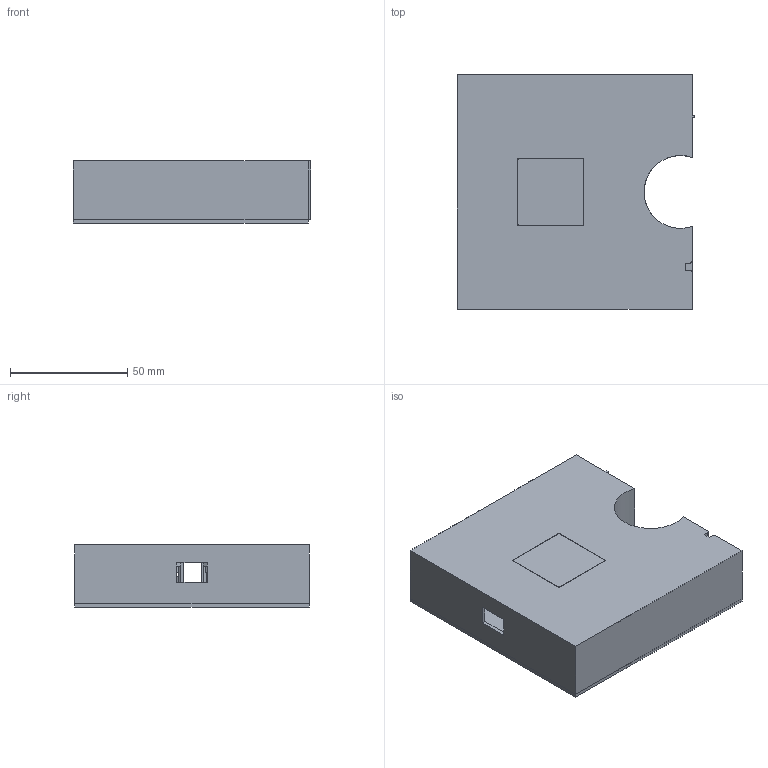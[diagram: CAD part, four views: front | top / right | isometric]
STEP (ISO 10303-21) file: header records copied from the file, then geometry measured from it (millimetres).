
FILE_DESCRIPTION(/* description */ (''),/* implementation_level */ '2;1');
FILE_NAME(/* name */ 'Puzzle Female v52 - top.step',/* time_stamp */ '2018-12-09T20:16:44-08:00',/* author */ ('ruibingNBYTK'),/* organization */ (''),/* preprocessor_version */ 'ST-DEVELOPER v17.2',/* originating_system */ 'Autodesk Translation Framework v7.6.0.251',/* authorisation */ '');
FILE_SCHEMA (('AUTOMOTIVE_DESIGN { 1 0 10303 214 3 1 1 }'));
Length unit declared in the file: millimetre
Products named in the file (2): Puzzle Female; Screw Socket
Assembly tree (4 placements, depth 2):
  Puzzle Female
    Screw Socket  x4
Bounding box: 101 x 100 x 26.5 mm (x, y, z)
Volume: 52552.1 mm3; surface area: 67386.7 mm2
Topology: 15 solids, 15 shells, 404 faces, 1032 edges, 664 vertices
Faces by surface type: plane 245, cylinder 131, sphere 16, cone 8, torus 4
Full cylindrical faces by diameter (mm): 3.25 x4, 3.5 x4, 10 x4, 10.02 x4
Entity records: 10572 total; most frequent: CARTESIAN_POINT 1882, DIRECTION 1827, ORIENTED_EDGE 1750, EDGE_CURVE 875, AXIS2_PLACEMENT_3D 611, LINE 605, VECTOR 605, VERTEX_POINT 562
